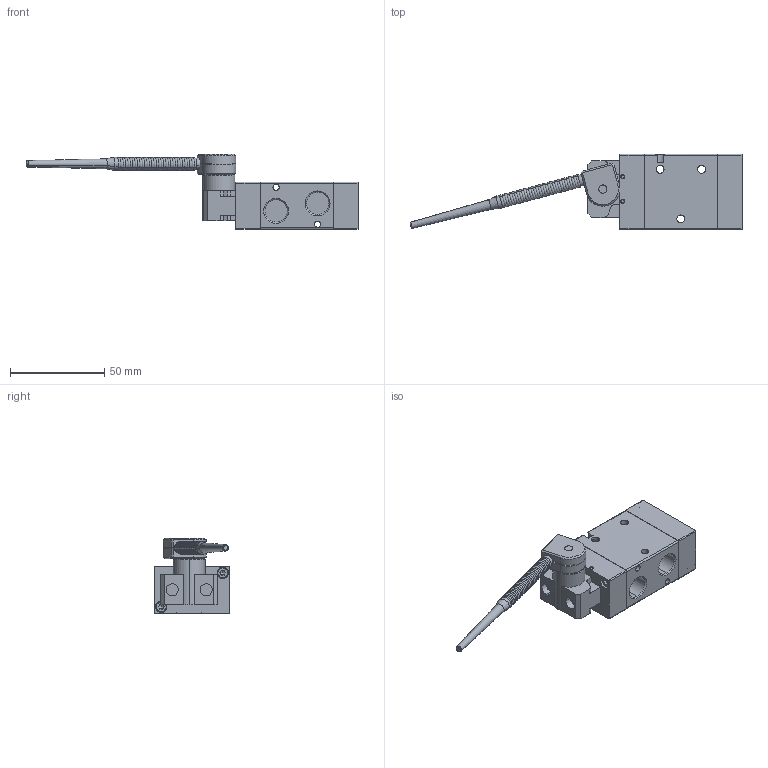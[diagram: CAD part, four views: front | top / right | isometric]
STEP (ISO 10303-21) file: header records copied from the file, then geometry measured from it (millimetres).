
FILE_DESCRIPTION (( 'STEP AP214' ), '1' );
FILE_NAME ('98_4_g61.STEP', '2015-12-21T15:50:42', ( '' ), ( '' ), 'SwSTEP 2.0', 'SolidWorks 2016', '' );
FILE_SCHEMA (( 'AUTOMOTIVE_DESIGN' ));
Length unit declared in the file: millimetre
Products named in the file (1): 98_4_g61
Bounding box: 175.89 x 40 x 39.85 mm (x, y, z)
Surface area: 26673.7 mm2 (no closed solid volume)
Topology: 0 solids, 75 shells, 588 faces, 1463 edges, 918 vertices
Faces by surface type: torus 220, plane 188, cylinder 104, cone 46, bspline 30
Entity records: 20073 total; most frequent: CARTESIAN_POINT 5359, DIRECTION 3352, ORIENTED_EDGE 2646, EDGE_CURVE 1455, AXIS2_PLACEMENT_3D 1410, VERTEX_POINT 918, CIRCLE 851, EDGE_LOOP 637
